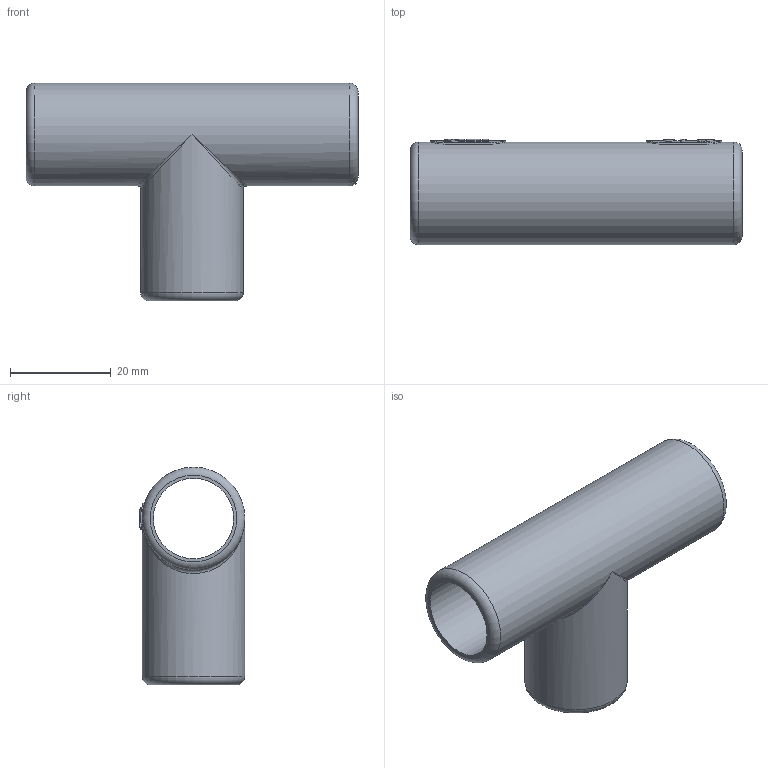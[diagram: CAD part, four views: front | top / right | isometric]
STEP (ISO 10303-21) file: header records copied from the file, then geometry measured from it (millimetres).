
FILE_DESCRIPTION (( 'STEP AP203' ), '1' );
FILE_NAME ('CTA10D-TIG16-K41-005 Òðîéíèê îòêðûâàþùèéñÿ TI16G IEK (5 øò óïàê).STEP', '2016-05-13T12:28:40', ( '' ), ( '' ), 'SwSTEP 2.0', 'SolidWorks 2014', '' );
FILE_SCHEMA (( 'CONFIG_CONTROL_DESIGN' ));
Length unit declared in the file: millimetre
Products named in the file (1): CTA10D-TIG16-K41-005 Òðîéíèê îòêðûâàþùèéñÿ TI16G IEK (5 øò óïàê)
Bounding box: 66 x 21 x 43.25 mm (x, y, z)
Volume: 11469.9 mm3; surface area: 10586.1 mm2
Topology: 1 solids, 1 shells, 108 faces, 276 edges, 180 vertices
Faces by surface type: plane 55, bspline 28, cylinder 22, torus 3
Full cylindrical faces by diameter (mm): 16 x2, 20.4 x2
Entity records: 4916 total; most frequent: CARTESIAN_POINT 2549, ORIENTED_EDGE 520, DIRECTION 372, EDGE_CURVE 260, VERTEX_POINT 176, EDGE_LOOP 132, LINE 128, VECTOR 128
